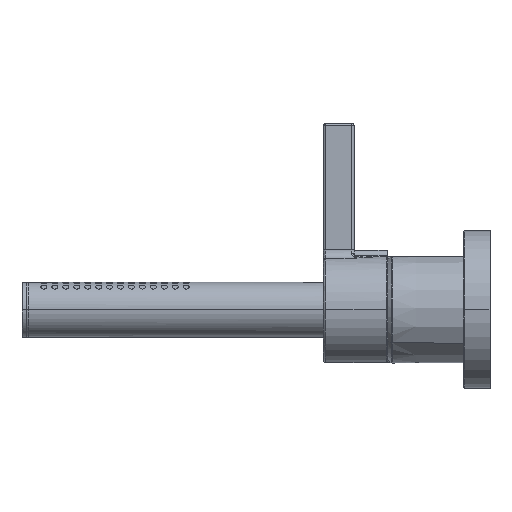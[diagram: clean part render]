
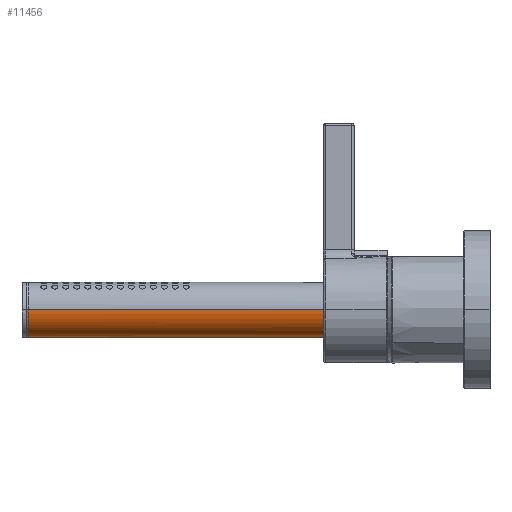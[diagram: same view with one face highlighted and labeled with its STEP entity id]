
A CAD part, left-side view. The second image highlights one B-rep face of the part: STEP entity #11456.
In plain terms, the highlighted cylindrical face has radius 12.5 mm (diameter 25 mm), a partial arc.
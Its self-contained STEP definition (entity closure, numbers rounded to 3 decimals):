
#330 = FACE_OUTER_BOUND ( 'NONE', #3812, .T. ) ;
#400 = CARTESIAN_POINT ( 'NONE',  ( 2361.421, 3120.377, 4492.15 ) ) ;
#752 = AXIS2_PLACEMENT_3D ( 'NONE', #3735, #2654, #2746 ) ;
#820 = VERTEX_POINT ( 'NONE', #7645 ) ;
#1444 = DIRECTION ( 'NONE',  ( -1., 0., 0. ) ) ;
#1653 = CARTESIAN_POINT ( 'NONE',  ( 2358.229, 3120.377, 4495.839 ) ) ;
#1679 = CARTESIAN_POINT ( 'NONE',  ( 2369.177, 3120.377, 4489.587 ) ) ;
#1825 = VERTEX_POINT ( 'NONE', #5736 ) ;
#2082 = ORIENTED_EDGE ( 'NONE', *, *, #9341, .T. ) ;
#2529 = B_SPLINE_CURVE_WITH_KNOTS ( 'NONE', 3,
 ( #12920, #6186, #2749, #1653, #13902, #400, #4905, #4012, #13081, #4735 ),
 .UNSPECIFIED., .F., .F.,
 ( 4, 2, 2, 2, 4 ),
 ( 0.502, 0.627, 0.751, 0.876, 1. ),
 .UNSPECIFIED. ) ;
#2654 = DIRECTION ( 'NONE',  ( 0., -1., 0. ) ) ;
#2746 = DIRECTION ( 'NONE',  ( -1., 0., 0. ) ) ;
#2749 = CARTESIAN_POINT ( 'NONE',  ( 2356.997, 3120.377, 4498.842 ) ) ;
#3255 = CARTESIAN_POINT ( 'NONE',  ( 2370.813, 3120.377, 4489.587 ) ) ;
#3306 = CARTESIAN_POINT ( 'NONE',  ( 2372.449, 3120.377, 4489.912 ) ) ;
#3735 = CARTESIAN_POINT ( 'NONE',  ( 2369.177, 3120.377, 4502.087 ) ) ;
#3793 = ORIENTED_EDGE ( 'NONE', *, *, #6446, .T. ) ;
#3812 = EDGE_LOOP ( 'NONE', ( #11369, #2082, #8400, #11198, #3793, #10113 ) ) ;
#3835 = VECTOR ( 'NONE', #8433, 1000. ) ;
#3878 = AXIS2_PLACEMENT_3D ( 'NONE', #8190, #4874, #1444 ) ;
#4012 = CARTESIAN_POINT ( 'NONE',  ( 2365.775, 3120.377, 4489.95 ) ) ;
#4668 = VERTEX_POINT ( 'NONE', #13901 ) ;
#4735 = CARTESIAN_POINT ( 'NONE',  ( 2369.016, 3120.377, 4489.588 ) ) ;
#4874 = DIRECTION ( 'NONE',  ( 0., -1., 0. ) ) ;
#4905 = CARTESIAN_POINT ( 'NONE',  ( 2362.789, 3120.377, 4491.221 ) ) ;
#5004 = DIRECTION ( 'NONE',  ( 1., 0., 0. ) ) ;
#5014 = EDGE_CURVE ( 'NONE', #10718, #4668, #5812, .T. ) ;
#5550 = CARTESIAN_POINT ( 'NONE',  ( 2379.173, 3120.377, 4494.405 ) ) ;
#5736 = CARTESIAN_POINT ( 'NONE',  ( 2381.677, 3120.377, 4502.087 ) ) ;
#5812 = CIRCLE ( 'NONE', #8086, 12.5 ) ;
#5831 = EDGE_CURVE ( 'NONE', #820, #1825, #9296, .T. ) ;
#6186 = CARTESIAN_POINT ( 'NONE',  ( 2356.677, 3120.377, 4500.464 ) ) ;
#6446 = EDGE_CURVE ( 'NONE', #10640, #9061, #2529, .T. ) ;
#6646 = CYLINDRICAL_SURFACE ( 'NONE', #3878, 12.5 ) ;
#6690 = CARTESIAN_POINT ( 'NONE',  ( 2381.351, 3120.377, 4498.815 ) ) ;
#7196 = CIRCLE ( 'NONE', #752, 12.5 ) ;
#7268 = CARTESIAN_POINT ( 'NONE',  ( 2356.677, 2935.777, 4502.087 ) ) ;
#7539 = LINE ( 'NONE', #13928, #3835 ) ;
#7566 = VECTOR ( 'NONE', #12222, 1000. ) ;
#7645 = CARTESIAN_POINT ( 'NONE',  ( 2369.177, 3120.377, 4489.587 ) ) ;
#8086 = AXIS2_PLACEMENT_3D ( 'NONE', #13951, #11779, #5004 ) ;
#8190 = CARTESIAN_POINT ( 'NONE',  ( 2369.177, 3120.377, 4502.087 ) ) ;
#8400 = ORIENTED_EDGE ( 'NONE', *, *, #5014, .F. ) ;
#8433 = DIRECTION ( 'NONE',  ( 0., -1., 0. ) ) ;
#9061 = VERTEX_POINT ( 'NONE', #10476 ) ;
#9296 = B_SPLINE_CURVE_WITH_KNOTS ( 'NONE', 3,
 ( #1679, #3255, #3306, #12398, #11131, #5550, #12290, #6690, #10193, #14547 ),
 .UNSPECIFIED., .F., .F.,
 ( 4, 2, 2, 2, 4 ),
 ( 0., 0.126, 0.251, 0.377, 0.502 ),
 .UNSPECIFIED. ) ;
#9341 = EDGE_CURVE ( 'NONE', #1825, #4668, #10558, .T. ) ;
#10113 = ORIENTED_EDGE ( 'NONE', *, *, #10644, .T. ) ;
#10193 = CARTESIAN_POINT ( 'NONE',  ( 2381.677, 3120.377, 4500.451 ) ) ;
#10476 = CARTESIAN_POINT ( 'NONE',  ( 2369.016, 3120.377, 4489.588 ) ) ;
#10558 = LINE ( 'NONE', #14487, #7566 ) ;
#10640 = VERTEX_POINT ( 'NONE', #12683 ) ;
#10644 = EDGE_CURVE ( 'NONE', #9061, #820, #7196, .T. ) ;
#10718 = VERTEX_POINT ( 'NONE', #7268 ) ;
#11131 = CARTESIAN_POINT ( 'NONE',  ( 2376.859, 3120.377, 4492.091 ) ) ;
#11198 = ORIENTED_EDGE ( 'NONE', *, *, #13136, .F. ) ;
#11369 = ORIENTED_EDGE ( 'NONE', *, *, #5831, .T. ) ;
#11456 = ADVANCED_FACE ( 'NONE', ( #330 ), #6646, .T. ) ;
#11779 = DIRECTION ( 'NONE',  ( 0., -1., 0. ) ) ;
#12222 = DIRECTION ( 'NONE',  ( 0., -1., 0. ) ) ;
#12290 = CARTESIAN_POINT ( 'NONE',  ( 2380.099, 3120.377, 4495.792 ) ) ;
#12398 = CARTESIAN_POINT ( 'NONE',  ( 2375.472, 3120.377, 4491.165 ) ) ;
#12683 = CARTESIAN_POINT ( 'NONE',  ( 2356.677, 3120.377, 4502.087 ) ) ;
#12920 = CARTESIAN_POINT ( 'NONE',  ( 2356.677, 3120.377, 4502.087 ) ) ;
#13081 = CARTESIAN_POINT ( 'NONE',  ( 2367.393, 3120.377, 4489.609 ) ) ;
#13136 = EDGE_CURVE ( 'NONE', #10640, #10718, #7539, .T. ) ;
#13901 = CARTESIAN_POINT ( 'NONE',  ( 2381.677, 2935.777, 4502.087 ) ) ;
#13902 = CARTESIAN_POINT ( 'NONE',  ( 2359.141, 3120.377, 4494.46 ) ) ;
#13928 = CARTESIAN_POINT ( 'NONE',  ( 2356.677, 3120.377, 4502.087 ) ) ;
#13951 = CARTESIAN_POINT ( 'NONE',  ( 2369.177, 2935.777, 4502.087 ) ) ;
#14487 = CARTESIAN_POINT ( 'NONE',  ( 2381.677, 3120.377, 4502.087 ) ) ;
#14547 = CARTESIAN_POINT ( 'NONE',  ( 2381.677, 3120.377, 4502.087 ) ) ;
